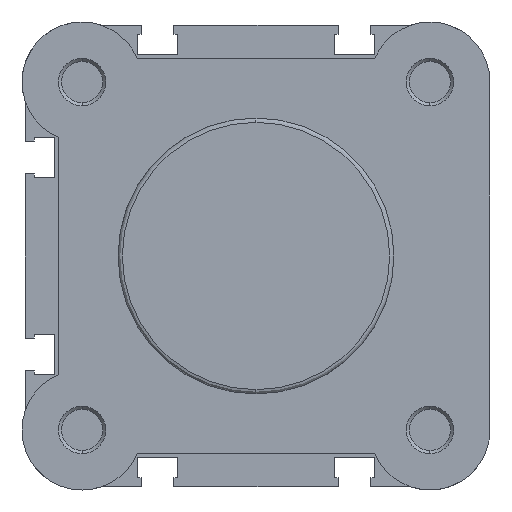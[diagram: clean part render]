
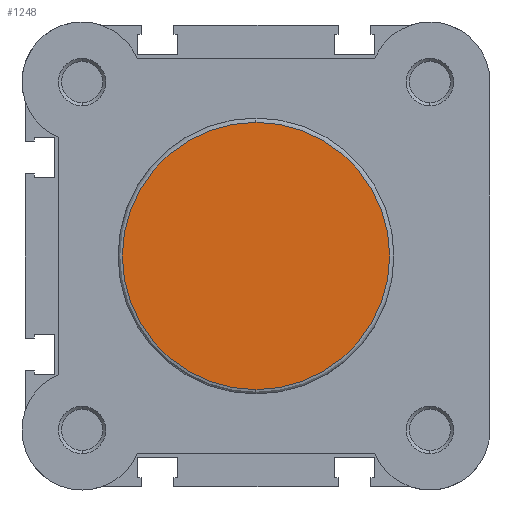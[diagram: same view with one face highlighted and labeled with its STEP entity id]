
A CAD part, left-side view. The second image highlights one B-rep face of the part: STEP entity #1248.
In plain terms, the highlighted planar face has unit normal (-1, 0, 0).
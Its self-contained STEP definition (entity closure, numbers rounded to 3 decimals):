
#107 = EDGE_LOOP ( 'NONE', ( #5006, #5005 ) ) ;
#662 = FACE_OUTER_BOUND ( 'NONE', #107, .T. ) ;
#1248 = ADVANCED_FACE ( 'NONE', ( #662 ), #2446, .F. ) ;
#1458 = VERTEX_POINT ( 'NONE', #2670 ) ;
#1459 = VERTEX_POINT ( 'NONE', #2671 ) ;
#2446 = PLANE ( 'NONE',  #6521 ) ;
#2456 = CARTESIAN_POINT ( 'NONE',  ( 0., 22.4, 0. ) ) ;
#2465 = DIRECTION ( 'NONE',  ( 1., 0., 0. ) ) ;
#2466 = DIRECTION ( 'NONE',  ( 0., 0., -1. ) ) ;
#2670 = CARTESIAN_POINT ( 'NONE',  ( 0., 0., 21.7 ) ) ;
#2671 = CARTESIAN_POINT ( 'NONE',  ( 0., 0., -21.7 ) ) ;
#3548 = CARTESIAN_POINT ( 'NONE',  ( 0., 0., 0. ) ) ;
#3549 = DIRECTION ( 'NONE',  ( -1., 0., 0. ) ) ;
#3550 = DIRECTION ( 'NONE',  ( 0., 0., -1. ) ) ;
#3685 = CARTESIAN_POINT ( 'NONE',  ( 0., 0., 0. ) ) ;
#3692 = DIRECTION ( 'NONE',  ( -1., 0., 0. ) ) ;
#3693 = DIRECTION ( 'NONE',  ( 0., 0., -1. ) ) ;
#4303 = CIRCLE ( 'NONE', #6596, 21.7 ) ;
#4381 = CIRCLE ( 'NONE', #6626, 21.7 ) ;
#5005 = ORIENTED_EDGE ( 'NONE', *, *, #6080, .T. ) ;
#5006 = ORIENTED_EDGE ( 'NONE', *, *, #6136, .T. ) ;
#6080 = EDGE_CURVE ( 'NONE', #1458, #1459, #4303, .T. ) ;
#6136 = EDGE_CURVE ( 'NONE', #1459, #1458, #4381, .T. ) ;
#6521 = AXIS2_PLACEMENT_3D ( 'NONE', #2456, #2465, #2466 ) ;
#6596 = AXIS2_PLACEMENT_3D ( 'NONE', #3548, #3549, #3550 ) ;
#6626 = AXIS2_PLACEMENT_3D ( 'NONE', #3685, #3692, #3693 ) ;
